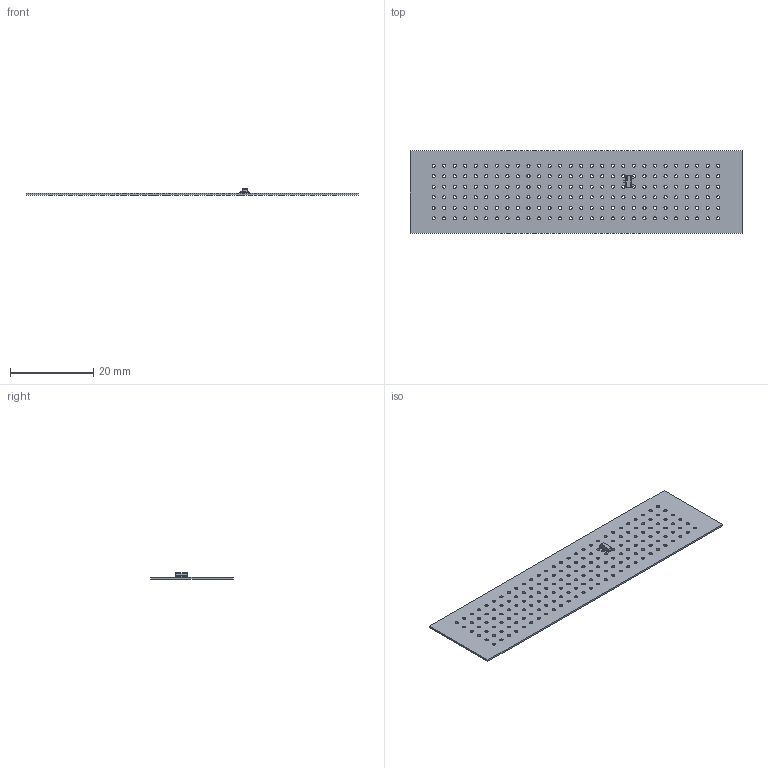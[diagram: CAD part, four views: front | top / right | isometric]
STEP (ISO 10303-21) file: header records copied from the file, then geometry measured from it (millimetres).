
FILE_DESCRIPTION(('Open CASCADE Model'),'2;1');
FILE_NAME('Open CASCADE Shape Model','2021-03-18T03:31:09',('Author'),( 'Open CASCADE'),'Open CASCADE STEP processor 6.8','Open CASCADE 6.8' ,'Unknown');
FILE_SCHEMA(('AUTOMOTIVE_DESIGN { 1 0 10303 214 1 1 1 1 }'));
Length unit declared in the file: millimetre
Products named in the file (8): PCB; Board; Open CASCADE STEP translator 6.8 12.1.1; Open CASCADE STEP translator 6.8 12.2; Trans_Diodes_Inc_DMG2305UX-13_eec; body; pins; part_number_&_logo
Assembly tree (7 placements, depth 4):
  PCB
    Board
      Open CASCADE STEP translator 6.8 12.1.1
    Open CASCADE STEP translator 6.8 12.2
      Trans_Diodes_Inc_DMG2305UX-13_eec
        body
        pins
        part_number_&_logo
Bounding box: 79.98 x 19.99 x 1.51 mm (x, y, z)
Volume: 630.2 mm3; surface area: 3311.9 mm2
Topology: 14 solids, 14 shells, 499 faces, 1381 edges, 910 vertices
Faces by surface type: plane 272, cylinder 186, bspline 33, sphere 8
Full cylindrical faces by diameter (mm): 0.762 x158
Entity records: 16998 total; most frequent: CARTESIAN_POINT 3219, ORIENTED_EDGE 2762, DIRECTION 2631, EDGE_CURVE 1381, LINE 947, VECTOR 947, VERTEX_POINT 910, AXIS2_PLACEMENT_3D 842
